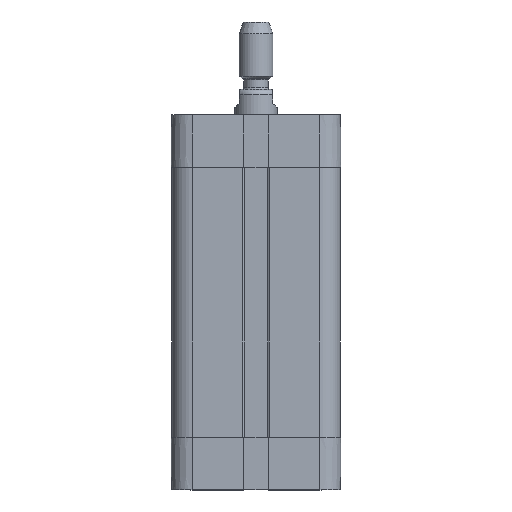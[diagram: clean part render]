
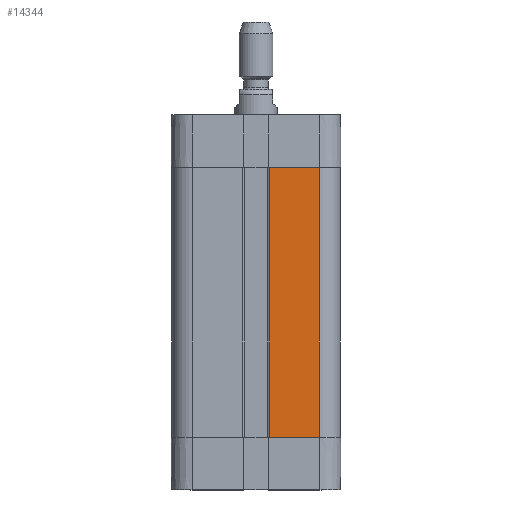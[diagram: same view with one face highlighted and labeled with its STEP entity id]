
A CAD part, front view. The second image highlights one B-rep face of the part: STEP entity #14344.
In plain terms, the highlighted planar face has unit normal (0, -1, 0).
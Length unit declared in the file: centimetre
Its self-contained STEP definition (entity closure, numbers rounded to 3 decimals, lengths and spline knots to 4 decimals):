
#1391=LINE($,#25830,#2642);
#1453=LINE($,#26008,#2704);
#1454=LINE($,#26011,#2705);
#1455=LINE($,#26012,#2706);
#2642=VECTOR($,#18103,1.175);
#2704=VECTOR($,#18295,6.4);
#2705=VECTOR($,#18298,1.175);
#2706=VECTOR($,#18299,6.4);
#3739=PLANE($,#15267);
#4680=FACE_OUTER_BOUND($,#5627,.T.);
#5627=EDGE_LOOP($,(#13374,#13375,#13376,#13377));
#7340=VERTEX_POINT($,#25827);
#7341=VERTEX_POINT($,#25829);
#7392=VERTEX_POINT($,#26006);
#7393=VERTEX_POINT($,#26010);
#9323=EDGE_CURVE($,#7341,#7340,#1391,.T.);
#9412=EDGE_CURVE($,#7392,#7340,#1453,.T.);
#9413=EDGE_CURVE($,#7392,#7393,#1454,.T.);
#9414=EDGE_CURVE($,#7393,#7341,#1455,.T.);
#13374=ORIENTED_EDGE($,*,*,#9413,.T.);
#13375=ORIENTED_EDGE($,*,*,#9414,.T.);
#13376=ORIENTED_EDGE($,*,*,#9323,.T.);
#13377=ORIENTED_EDGE($,*,*,#9412,.F.);
#14344=ADVANCED_FACE($,(#4680),#3739,.T.);
#15267=AXIS2_PLACEMENT_3D($,#26009,#18296,#18297);
#18103=DIRECTION($,(1.,0.,0.));
#18295=DIRECTION($,(0.,0.,-1.));
#18296=DIRECTION('center_axis',(0.,-1.,0.));
#18297=DIRECTION('ref_axis',(1.,0.,0.));
#18298=DIRECTION($,(-1.,0.,0.));
#18299=DIRECTION($,(0.,0.,-1.));
#25827=CARTESIAN_POINT('',(1.5,-2.,1.25));
#25829=CARTESIAN_POINT('',(0.325,-2.,1.25));
#25830=CARTESIAN_POINT($,(0.325,-2.,1.25));
#26006=CARTESIAN_POINT('',(1.5,-2.,7.65));
#26008=CARTESIAN_POINT($,(1.5,-2.,7.65));
#26009=CARTESIAN_POINT('Origin',(1.5,-2.,11.95));
#26010=CARTESIAN_POINT('',(0.325,-2.,7.65));
#26011=CARTESIAN_POINT($,(1.5,-2.,7.65));
#26012=CARTESIAN_POINT($,(0.325,-2.,7.65));
